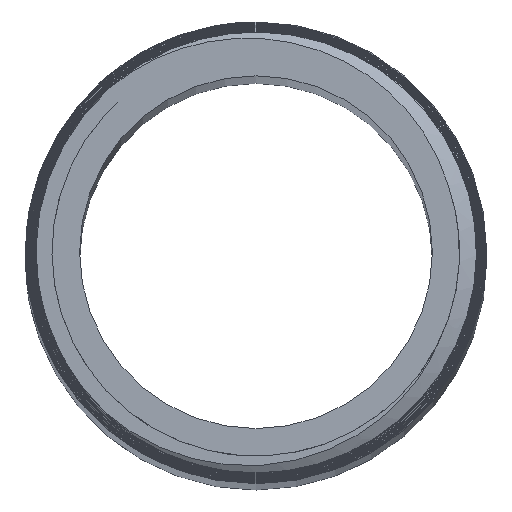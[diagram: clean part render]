
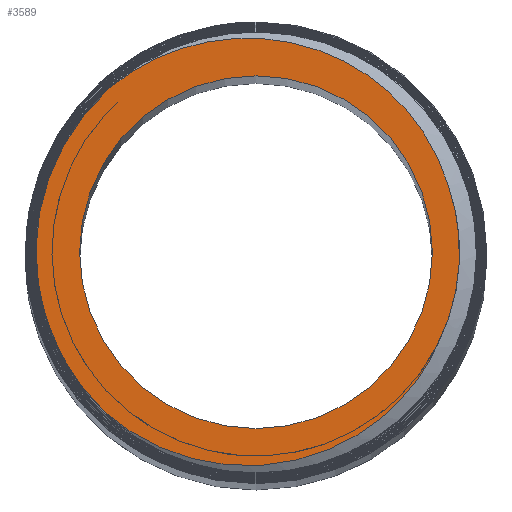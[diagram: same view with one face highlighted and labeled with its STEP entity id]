
A CAD part, top view. The second image highlights one B-rep face of the part: STEP entity #3589.
In plain terms, the highlighted planar face has unit normal (0, 0, 1).
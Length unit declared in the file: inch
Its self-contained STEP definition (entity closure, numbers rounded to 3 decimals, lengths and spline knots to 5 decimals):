
#60=CARTESIAN_POINT('',(0.,0.,5.));
#61=DIRECTION('',(0.,0.,-1.));
#62=DIRECTION('',(1.,0.,0.));
#63=AXIS2_PLACEMENT_3D('',#60,#61,#62);
#65=CARTESIAN_POINT('',(0.,0.,5.));
#66=DIRECTION('',(0.,0.,-1.));
#67=DIRECTION('',(-1.,0.,0.));
#68=AXIS2_PLACEMENT_3D('',#65,#66,#67);
#70=CARTESIAN_POINT('',(0.44135,0.15359,5.));
#71=CARTESIAN_POINT('',(0.43221,0.18384,5.));
#72=CARTESIAN_POINT('',(0.40873,0.24015,5.));
#73=CARTESIAN_POINT('',(0.35826,0.3156,5.));
#74=CARTESIAN_POINT('',(0.30094,0.3743,5.));
#75=CARTESIAN_POINT('',(0.23717,0.42141,5.));
#76=CARTESIAN_POINT('',(0.16186,0.45963,5.));
#77=CARTESIAN_POINT('',(0.07634,0.4849,5.));
#78=CARTESIAN_POINT('',(-0.01064,0.49407,5.));
#79=CARTESIAN_POINT('',(-0.09703,0.48789,5.));
#80=CARTESIAN_POINT('',(-0.17904,0.4676,5.));
#81=CARTESIAN_POINT('',(-0.25937,0.43254,5.));
#82=CARTESIAN_POINT('',(-0.31104,0.39794,5.));
#83=CARTESIAN_POINT('',(-0.33599,0.37738,5.));
#85=CARTESIAN_POINT('',(0.42091,-0.20365,5.));
#86=CARTESIAN_POINT('',(0.43445,-0.17562,5.));
#87=CARTESIAN_POINT('',(0.45545,-0.11807,5.));
#88=CARTESIAN_POINT('',(0.46983,-0.02644,5.));
#89=CARTESIAN_POINT('',(0.46555,0.06711,5.));
#90=CARTESIAN_POINT('',(0.45128,0.12514,5.));
#91=CARTESIAN_POINT('',(0.44135,0.15359,5.));
#93=CARTESIAN_POINT('',(-0.34808,-0.36625,5.));
#94=CARTESIAN_POINT('',(-0.32674,-0.38499,5.));
#95=CARTESIAN_POINT('',(-0.2807,-0.4192,5.));
#96=CARTESIAN_POINT('',(-0.19789,-0.46042,5.));
#97=CARTESIAN_POINT('',(-0.10644,-0.48589,5.));
#98=CARTESIAN_POINT('',(-0.01108,-0.4935,5.));
#99=CARTESIAN_POINT('',(0.08373,-0.48235,5.));
#100=CARTESIAN_POINT('',(0.16985,-0.45487,5.));
#101=CARTESIAN_POINT('',(0.24557,-0.41441,5.));
#102=CARTESIAN_POINT('',(0.30786,-0.36561,5.));
#103=CARTESIAN_POINT('',(0.3563,-0.31362,5.));
#104=CARTESIAN_POINT('',(0.39417,-0.25905,5.));
#105=CARTESIAN_POINT('',(0.41291,-0.22218,5.));
#106=CARTESIAN_POINT('',(0.42091,-0.20365,5.));
#108=CARTESIAN_POINT('',(0.,0.,5.));
#109=DIRECTION('',(0.,0.,1.));
#110=DIRECTION('',(-0.665,0.747,0.));
#111=AXIS2_PLACEMENT_3D('',#108,#109,#110);
#3364=CARTESIAN_POINT('',(0.405,0.,5.));
#3365=CARTESIAN_POINT('',(-0.405,0.,5.));
#3366=VERTEX_POINT('',#3364);
#3367=VERTEX_POINT('',#3365);
#3374=VERTEX_POINT('',#70);
#3375=VERTEX_POINT('',#83);
#3376=VERTEX_POINT('',#93);
#3377=VERTEX_POINT('',#106);
#3570=CARTESIAN_POINT('',(0.,0.,5.));
#3571=DIRECTION('',(0.,0.,1.));
#3572=DIRECTION('',(1.,0.,0.));
#3573=AXIS2_PLACEMENT_3D('',#3570,#3571,#3572);
#3574=PLANE('',#3573);
#3576=ORIENTED_EDGE('',*,*,#3575,.F.);
#3578=ORIENTED_EDGE('',*,*,#3577,.F.);
#3580=ORIENTED_EDGE('',*,*,#3579,.F.);
#3582=ORIENTED_EDGE('',*,*,#3581,.F.);
#3583=EDGE_LOOP('',(#3576,#3578,#3580,#3582));
#3584=FACE_OUTER_BOUND('',#3583,.F.);
#3585=ORIENTED_EDGE('',*,*,#3550,.F.);
#3586=ORIENTED_EDGE('',*,*,#3564,.F.);
#3587=EDGE_LOOP('',(#3585,#3586));
#3588=FACE_BOUND('',#3587,.F.);
#3589=ADVANCED_FACE('',(#3584,#3588),#3574,.T.);
#64=CIRCLE('',#63,0.405);
#69=CIRCLE('',#68,0.405);
#84=B_SPLINE_CURVE_WITH_KNOTS('',3,(#70,#71,#72,#73,#74,#75,#76,#77,#78,#79,#80,
#81,#82,#83),.UNSPECIFIED.,.F.,.F.,(4,1,1,1,1,1,1,1,1,1,1,4),(0.,
0.09091,0.18182,0.27273,0.36364,
0.45455,0.54545,0.63636,0.72727,
0.81818,0.90909,1.),.UNSPECIFIED.);
#92=B_SPLINE_CURVE_WITH_KNOTS('',3,(#85,#86,#87,#88,#89,#90,#91),.UNSPECIFIED.,
.F.,.F.,(4,1,1,1,4),(0.,0.25,0.5,0.75,1.),.UNSPECIFIED.);
#107=B_SPLINE_CURVE_WITH_KNOTS('',3,(#93,#94,#95,#96,#97,#98,#99,#100,#101,#102,
#103,#104,#105,#106),.UNSPECIFIED.,.F.,.F.,(4,1,1,1,1,1,1,1,1,1,1,4),(0.,
0.09091,0.18182,0.27273,0.36364,
0.45455,0.54545,0.63636,0.72727,
0.81818,0.90909,1.),.UNSPECIFIED.);
#112=CIRCLE('',#111,0.50528);
#3550=EDGE_CURVE('',#3366,#3367,#64,.T.);
#3564=EDGE_CURVE('',#3367,#3366,#69,.T.);
#3575=EDGE_CURVE('',#3374,#3375,#84,.T.);
#3577=EDGE_CURVE('',#3377,#3374,#92,.T.);
#3579=EDGE_CURVE('',#3376,#3377,#107,.T.);
#3581=EDGE_CURVE('',#3375,#3376,#112,.T.);
